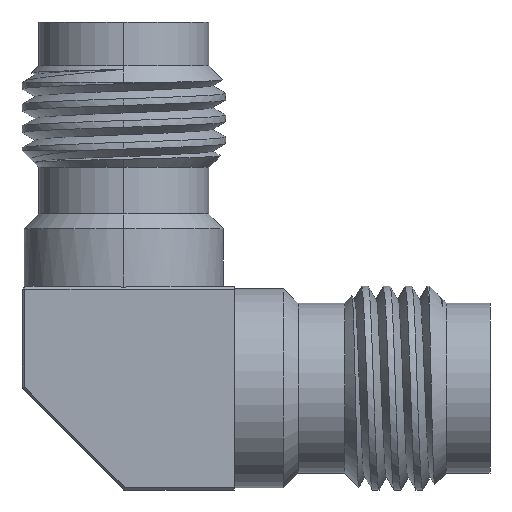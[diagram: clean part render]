
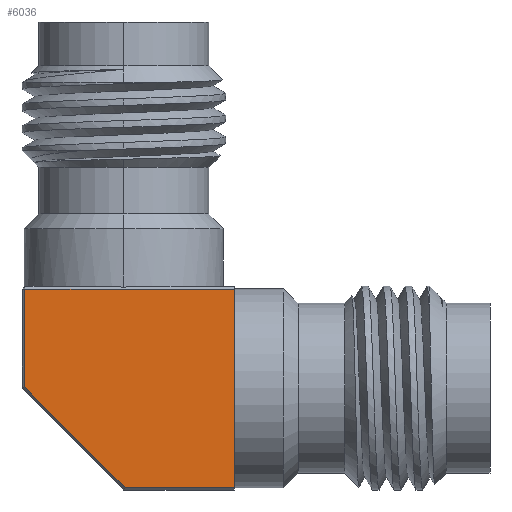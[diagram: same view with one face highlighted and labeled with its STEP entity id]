
A CAD part, left-side view. The second image highlights one B-rep face of the part: STEP entity #6036.
In plain terms, the highlighted planar face has unit normal (-1, 0, 0).
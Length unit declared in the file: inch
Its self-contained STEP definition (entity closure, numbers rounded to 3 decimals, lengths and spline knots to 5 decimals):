
#8 = LINE ( 'NONE', #1149, #2583 ) ;
#46 = DIRECTION ( 'NONE',  ( 0., -1., 0. ) ) ;
#412 = CARTESIAN_POINT ( 'NONE',  ( -0.17134, -0.0742, 0.31673 ) ) ;
#982 = CARTESIAN_POINT ( 'NONE',  ( -0.17134, 0.00454, 0.32067 ) ) ;
#1039 = DIRECTION ( 'NONE',  ( 1., 0., 0. ) ) ;
#1149 = CARTESIAN_POINT ( 'NONE',  ( -0.17134, -0.0742, 0.32067 ) ) ;
#1178 = CARTESIAN_POINT ( 'NONE',  ( -0.17134, 0.00454, 0.58839 ) ) ;
#1233 = DIRECTION ( 'NONE',  ( 0., 0., -1. ) ) ;
#1326 = VERTEX_POINT ( 'NONE', #1178 ) ;
#1636 = VERTEX_POINT ( 'NONE', #982 ) ;
#1715 = EDGE_CURVE ( 'NONE', #4650, #2705, #4293, .T. ) ;
#2077 = CARTESIAN_POINT ( 'NONE',  ( -0.17134, 0.15251, 0.32067 ) ) ;
#2216 = ORIENTED_EDGE ( 'NONE', *, *, #3266, .T. ) ;
#2313 = CARTESIAN_POINT ( 'NONE',  ( -0.17134, 0.00454, 0.31673 ) ) ;
#2583 = VECTOR ( 'NONE', #46, 39.37008 ) ;
#2672 = DIRECTION ( 'NONE',  ( 0., 1., 0. ) ) ;
#2693 = CARTESIAN_POINT ( 'NONE',  ( -0.17134, 0.15136, 0.31952 ) ) ;
#2705 = VERTEX_POINT ( 'NONE', #6481 ) ;
#2833 = ORIENTED_EDGE ( 'NONE', *, *, #4646, .F. ) ;
#3138 = PLANE ( 'NONE',  #3756 ) ;
#3266 = EDGE_CURVE ( 'NONE', #2705, #5399, #3888, .T. ) ;
#3346 = EDGE_LOOP ( 'NONE', ( #2216, #5982, #2833, #5670, #6449 ) ) ;
#3452 = EDGE_CURVE ( 'NONE', #1326, #4650, #5158, .T. ) ;
#3472 = CARTESIAN_POINT ( 'NONE',  ( -0.17134, 0.288, 0.58839 ) ) ;
#3756 = AXIS2_PLACEMENT_3D ( 'NONE', #412, #1039, #2672 ) ;
#3888 = LINE ( 'NONE', #2693, #7174 ) ;
#4004 = VECTOR ( 'NONE', #6448, 39.37008 ) ;
#4026 = LINE ( 'NONE', #2313, #6669 ) ;
#4036 = VECTOR ( 'NONE', #5708, 39.37008 ) ;
#4067 = CARTESIAN_POINT ( 'NONE',  ( -0.17134, 0.29194, 0.58839 ) ) ;
#4179 = EDGE_CURVE ( 'NONE', #5399, #1636, #8, .T. ) ;
#4293 = LINE ( 'NONE', #6014, #4004 ) ;
#4362 = DIRECTION ( 'NONE',  ( 0., -0.707, -0.707 ) ) ;
#4646 = EDGE_CURVE ( 'NONE', #1326, #1636, #4026, .T. ) ;
#4650 = VERTEX_POINT ( 'NONE', #3472 ) ;
#5158 = LINE ( 'NONE', #4067, #4036 ) ;
#5322 = FACE_OUTER_BOUND ( 'NONE', #3346, .T. ) ;
#5399 = VERTEX_POINT ( 'NONE', #2077 ) ;
#5670 = ORIENTED_EDGE ( 'NONE', *, *, #3452, .T. ) ;
#5708 = DIRECTION ( 'NONE',  ( 0., 1., 0. ) ) ;
#5982 = ORIENTED_EDGE ( 'NONE', *, *, #4179, .T. ) ;
#6014 = CARTESIAN_POINT ( 'NONE',  ( -0.17134, 0.288, 0.31673 ) ) ;
#6036 = ADVANCED_FACE ( 'NONE', ( #5322 ), #3138, .F. ) ;
#6448 = DIRECTION ( 'NONE',  ( 0., 0., -1. ) ) ;
#6449 = ORIENTED_EDGE ( 'NONE', *, *, #1715, .T. ) ;
#6481 = CARTESIAN_POINT ( 'NONE',  ( -0.17134, 0.288, 0.45616 ) ) ;
#6669 = VECTOR ( 'NONE', #1233, 39.37008 ) ;
#7174 = VECTOR ( 'NONE', #4362, 39.37008 ) ;
